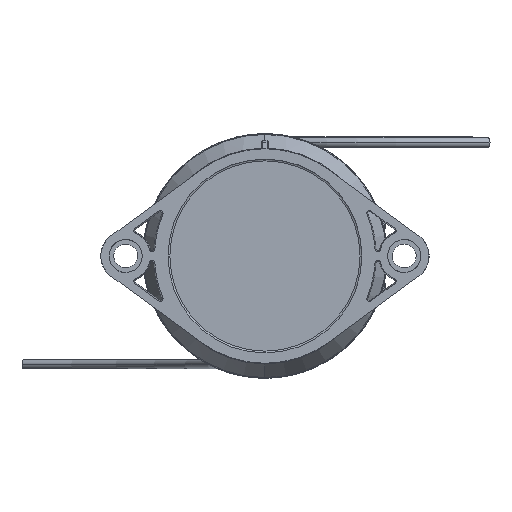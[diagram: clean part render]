
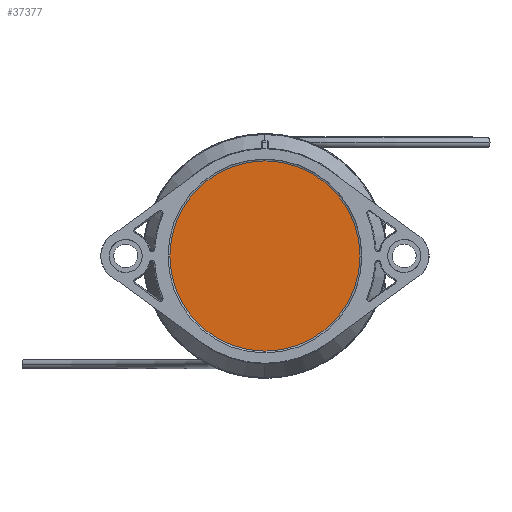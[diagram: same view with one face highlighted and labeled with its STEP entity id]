
A CAD part, front view. The second image highlights one B-rep face of the part: STEP entity #37377.
In plain terms, the highlighted planar face has unit normal (0, -1, 0).
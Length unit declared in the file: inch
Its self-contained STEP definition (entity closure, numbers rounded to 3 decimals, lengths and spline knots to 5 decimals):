
#2472 = ORIENTED_EDGE ( 'NONE', *, *, #133022, .T. ) ;
#9754 = AXIS2_PLACEMENT_3D ( 'NONE', #93148, #18910, #105638 ) ;
#17341 = AXIS2_PLACEMENT_3D ( 'NONE', #145993, #71387, #158429 ) ;
#17552 = DIRECTION ( 'NONE',  ( 0., -1., 0. ) ) ;
#18910 = DIRECTION ( 'NONE',  ( 0., -1., 0. ) ) ;
#26675 = CIRCLE ( 'NONE', #140902, 0.91768 ) ;
#37377 = ADVANCED_FACE ( 'NONE', ( #82303 ), #105106, .T. ) ;
#43823 = VERTEX_POINT ( 'NONE', #77739 ) ;
#71387 = DIRECTION ( 'NONE',  ( 0., -1., 0. ) ) ;
#76796 = CIRCLE ( 'NONE', #17341, 0.91768 ) ;
#77739 = CARTESIAN_POINT ( 'NONE',  ( 0., 0.0857, -0.91768 ) ) ;
#82303 = FACE_OUTER_BOUND ( 'NONE', #158773, .T. ) ;
#88618 = EDGE_CURVE ( 'NONE', #43823, #120689, #76796, .T. ) ;
#91765 = CARTESIAN_POINT ( 'NONE',  ( 0., 0.0857, 0. ) ) ;
#92393 = CARTESIAN_POINT ( 'NONE',  ( 0., 0.0857, 0.91768 ) ) ;
#93148 = CARTESIAN_POINT ( 'NONE',  ( -0.935, 0.0857, 0. ) ) ;
#104230 = DIRECTION ( 'NONE',  ( 0., 0., 1. ) ) ;
#105106 = PLANE ( 'NONE',  #9754 ) ;
#105638 = DIRECTION ( 'NONE',  ( 0., 0., 1. ) ) ;
#120689 = VERTEX_POINT ( 'NONE', #92393 ) ;
#133022 = EDGE_CURVE ( 'NONE', #120689, #43823, #26675, .T. ) ;
#140902 = AXIS2_PLACEMENT_3D ( 'NONE', #91765, #17552, #104230 ) ;
#145993 = CARTESIAN_POINT ( 'NONE',  ( 0., 0.0857, 0. ) ) ;
#152295 = ORIENTED_EDGE ( 'NONE', *, *, #88618, .T. ) ;
#158429 = DIRECTION ( 'NONE',  ( 0., 0., 1. ) ) ;
#158773 = EDGE_LOOP ( 'NONE', ( #152295, #2472 ) ) ;
